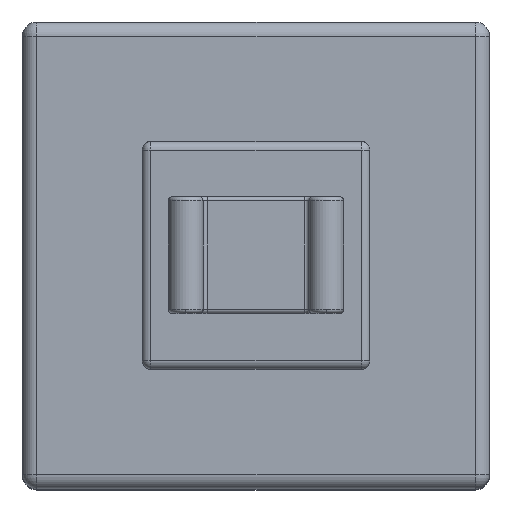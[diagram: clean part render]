
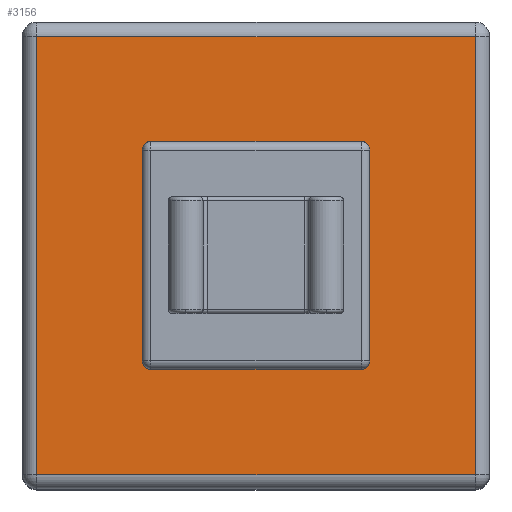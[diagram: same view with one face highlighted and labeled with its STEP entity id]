
A CAD part, top view. The second image highlights one B-rep face of the part: STEP entity #3156.
In plain terms, the highlighted planar face has unit normal (0, 0, 1).
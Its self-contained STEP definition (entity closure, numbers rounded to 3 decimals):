
#80 = ORIENTED_EDGE ( 'NONE', *, *, #6097, .T. ) ;
#229 = CARTESIAN_POINT ( 'NONE',  ( -1.8, 1.8, 8. ) ) ;
#253 = DIRECTION ( 'NONE',  ( 0., 0., -1. ) ) ;
#276 = AXIS2_PLACEMENT_3D ( 'NONE', #2197, #1722, #2240 ) ;
#350 = VECTOR ( 'NONE', #4826, 1000. ) ;
#428 = EDGE_CURVE ( 'NONE', #2028, #1303, #1224, .T. ) ;
#437 = EDGE_CURVE ( 'NONE', #2028, #3882, #2697, .T. ) ;
#515 = VERTEX_POINT ( 'NONE', #4356 ) ;
#529 = ORIENTED_EDGE ( 'NONE', *, *, #5717, .F. ) ;
#601 = DIRECTION ( 'NONE',  ( 0., 1., 0. ) ) ;
#608 = DIRECTION ( 'NONE',  ( 0., 0., -1. ) ) ;
#642 = LINE ( 'NONE', #3676, #5829 ) ;
#657 = AXIS2_PLACEMENT_3D ( 'NONE', #3219, #3705, #2155 ) ;
#747 = DIRECTION ( 'NONE',  ( -1., 0., 0. ) ) ;
#814 = EDGE_CURVE ( 'NONE', #5047, #2137, #642, .T. ) ;
#865 = ORIENTED_EDGE ( 'NONE', *, *, #428, .F. ) ;
#885 = ORIENTED_EDGE ( 'NONE', *, *, #437, .T. ) ;
#1035 = VECTOR ( 'NONE', #601, 1000. ) ;
#1149 = VECTOR ( 'NONE', #4115, 1000. ) ;
#1193 = CARTESIAN_POINT ( 'NONE',  ( -1.8, -1.8, 8. ) ) ;
#1211 = DIRECTION ( 'NONE',  ( 0., 0., -1. ) ) ;
#1224 = LINE ( 'NONE', #3365, #2462 ) ;
#1303 = VERTEX_POINT ( 'NONE', #2299 ) ;
#1363 = ORIENTED_EDGE ( 'NONE', *, *, #3126, .T. ) ;
#1436 = LINE ( 'NONE', #4839, #2253 ) ;
#1457 = VERTEX_POINT ( 'NONE', #3459 ) ;
#1503 = CIRCLE ( 'NONE', #276, 0.15 ) ;
#1504 = CARTESIAN_POINT ( 'NONE',  ( 1.8, -1.95, 8. ) ) ;
#1651 = ORIENTED_EDGE ( 'NONE', *, *, #3551, .T. ) ;
#1673 = CARTESIAN_POINT ( 'NONE',  ( 0., -3.75, 8. ) ) ;
#1722 = DIRECTION ( 'NONE',  ( 0., 0., -1. ) ) ;
#2028 = VERTEX_POINT ( 'NONE', #4078 ) ;
#2042 = CIRCLE ( 'NONE', #5897, 0.15 ) ;
#2055 = ORIENTED_EDGE ( 'NONE', *, *, #814, .F. ) ;
#2070 = DIRECTION ( 'NONE',  ( -1., 0., 0. ) ) ;
#2137 = VERTEX_POINT ( 'NONE', #1504 ) ;
#2155 = DIRECTION ( 'NONE',  ( -1., 0., 0. ) ) ;
#2158 = DIRECTION ( 'NONE',  ( 0., 1., 0. ) ) ;
#2165 = CARTESIAN_POINT ( 'NONE',  ( 3.75, -3.75, 8. ) ) ;
#2192 = DIRECTION ( 'NONE',  ( 0., -1., 0. ) ) ;
#2197 = CARTESIAN_POINT ( 'NONE',  ( 1.8, 1.8, 8. ) ) ;
#2240 = DIRECTION ( 'NONE',  ( -1., 0., 0. ) ) ;
#2253 = VECTOR ( 'NONE', #2192, 1000. ) ;
#2275 = EDGE_LOOP ( 'NONE', ( #80, #6161, #6449, #5858 ) ) ;
#2287 = ORIENTED_EDGE ( 'NONE', *, *, #2699, .F. ) ;
#2299 = CARTESIAN_POINT ( 'NONE',  ( -1.95, -1.8, 8. ) ) ;
#2462 = VECTOR ( 'NONE', #3807, 1000. ) ;
#2665 = CARTESIAN_POINT ( 'NONE',  ( 3.75, 0., 8. ) ) ;
#2688 = PLANE ( 'NONE',  #657 ) ;
#2697 = CIRCLE ( 'NONE', #3496, 0.15 ) ;
#2699 = EDGE_CURVE ( 'NONE', #2990, #3882, #5070, .T. ) ;
#2710 = VERTEX_POINT ( 'NONE', #5196 ) ;
#2948 = EDGE_LOOP ( 'NONE', ( #529, #3661, #2055, #1363, #865, #885, #2287, #1651 ) ) ;
#2990 = VERTEX_POINT ( 'NONE', #4117 ) ;
#3083 = CARTESIAN_POINT ( 'NONE',  ( 0., 3.75, 8. ) ) ;
#3084 = EDGE_CURVE ( 'NONE', #4579, #4490, #5848, .T. ) ;
#3107 = DIRECTION ( 'NONE',  ( 1., 0., 0. ) ) ;
#3126 = EDGE_CURVE ( 'NONE', #5047, #1303, #2042, .T. ) ;
#3156 = ADVANCED_FACE ( 'NONE', ( #4164, #6308 ), #2688, .F. ) ;
#3219 = CARTESIAN_POINT ( 'NONE',  ( 0., 0., 8. ) ) ;
#3298 = VECTOR ( 'NONE', #2070, 1000. ) ;
#3365 = CARTESIAN_POINT ( 'NONE',  ( -1.95, -1.95, 8. ) ) ;
#3459 = CARTESIAN_POINT ( 'NONE',  ( -3.75, 3.75, 8. ) ) ;
#3492 = EDGE_CURVE ( 'NONE', #4900, #1457, #4697, .T. ) ;
#3496 = AXIS2_PLACEMENT_3D ( 'NONE', #229, #253, #747 ) ;
#3551 = EDGE_CURVE ( 'NONE', #2990, #2710, #1503, .T. ) ;
#3611 = CARTESIAN_POINT ( 'NONE',  ( -1.95, 1.95, 8. ) ) ;
#3661 = ORIENTED_EDGE ( 'NONE', *, *, #4573, .T. ) ;
#3676 = CARTESIAN_POINT ( 'NONE',  ( -1.95, -1.95, 8. ) ) ;
#3705 = DIRECTION ( 'NONE',  ( 0., 0., -1. ) ) ;
#3807 = DIRECTION ( 'NONE',  ( 0., -1., 0. ) ) ;
#3882 = VERTEX_POINT ( 'NONE', #4508 ) ;
#4078 = CARTESIAN_POINT ( 'NONE',  ( -1.95, 1.8, 8. ) ) ;
#4080 = CIRCLE ( 'NONE', #6390, 0.15 ) ;
#4115 = DIRECTION ( 'NONE',  ( -1., 0., 0. ) ) ;
#4117 = CARTESIAN_POINT ( 'NONE',  ( 1.8, 1.95, 8. ) ) ;
#4164 = FACE_OUTER_BOUND ( 'NONE', #2275, .T. ) ;
#4244 = CARTESIAN_POINT ( 'NONE',  ( -1.8, -1.95, 8. ) ) ;
#4275 = CARTESIAN_POINT ( 'NONE',  ( 1.95, -1.95, 8. ) ) ;
#4356 = CARTESIAN_POINT ( 'NONE',  ( 1.95, -1.8, 8. ) ) ;
#4419 = CARTESIAN_POINT ( 'NONE',  ( -3.75, -3.75, 8. ) ) ;
#4490 = VERTEX_POINT ( 'NONE', #2165 ) ;
#4508 = CARTESIAN_POINT ( 'NONE',  ( -1.8, 1.95, 8. ) ) ;
#4573 = EDGE_CURVE ( 'NONE', #515, #2137, #4080, .T. ) ;
#4579 = VERTEX_POINT ( 'NONE', #4419 ) ;
#4697 = LINE ( 'NONE', #3083, #3298 ) ;
#4795 = DIRECTION ( 'NONE',  ( -1., 0., 0. ) ) ;
#4826 = DIRECTION ( 'NONE',  ( 1., 0., 0. ) ) ;
#4839 = CARTESIAN_POINT ( 'NONE',  ( -3.75, 0., 8. ) ) ;
#4900 = VERTEX_POINT ( 'NONE', #6682 ) ;
#5036 = LINE ( 'NONE', #4275, #1035 ) ;
#5047 = VERTEX_POINT ( 'NONE', #4244 ) ;
#5070 = LINE ( 'NONE', #3611, #1149 ) ;
#5196 = CARTESIAN_POINT ( 'NONE',  ( 1.95, 1.8, 8. ) ) ;
#5267 = DIRECTION ( 'NONE',  ( -1., 0., 0. ) ) ;
#5404 = CARTESIAN_POINT ( 'NONE',  ( 1.8, -1.8, 8. ) ) ;
#5717 = EDGE_CURVE ( 'NONE', #515, #2710, #5036, .T. ) ;
#5721 = EDGE_CURVE ( 'NONE', #1457, #4579, #1436, .T. ) ;
#5829 = VECTOR ( 'NONE', #3107, 1000. ) ;
#5838 = LINE ( 'NONE', #2665, #6540 ) ;
#5848 = LINE ( 'NONE', #1673, #350 ) ;
#5858 = ORIENTED_EDGE ( 'NONE', *, *, #3084, .T. ) ;
#5897 = AXIS2_PLACEMENT_3D ( 'NONE', #1193, #608, #5267 ) ;
#6097 = EDGE_CURVE ( 'NONE', #4490, #4900, #5838, .T. ) ;
#6161 = ORIENTED_EDGE ( 'NONE', *, *, #3492, .T. ) ;
#6308 = FACE_BOUND ( 'NONE', #2948, .T. ) ;
#6390 = AXIS2_PLACEMENT_3D ( 'NONE', #5404, #1211, #4795 ) ;
#6449 = ORIENTED_EDGE ( 'NONE', *, *, #5721, .T. ) ;
#6540 = VECTOR ( 'NONE', #2158, 1000. ) ;
#6682 = CARTESIAN_POINT ( 'NONE',  ( 3.75, 3.75, 8. ) ) ;
